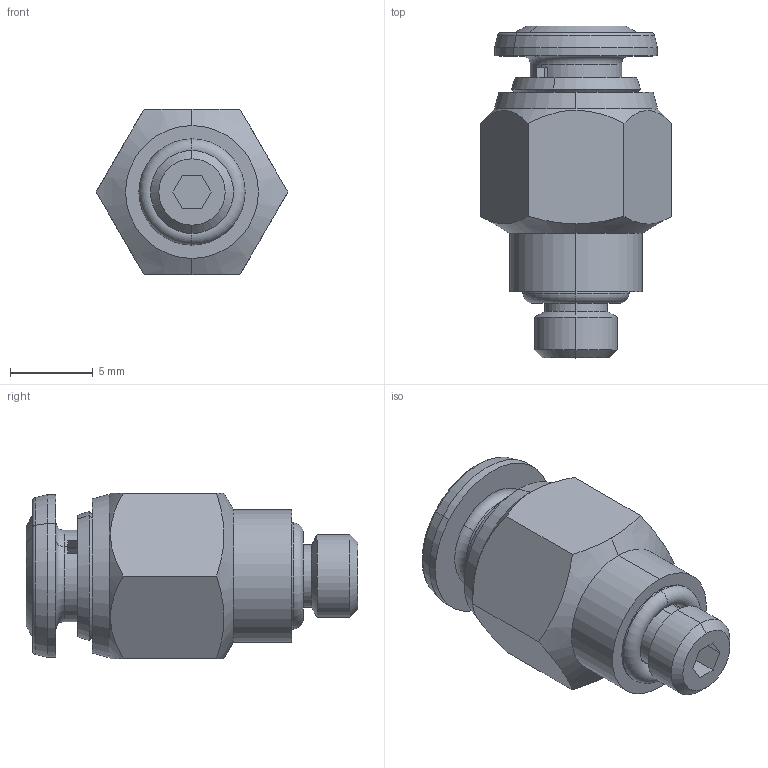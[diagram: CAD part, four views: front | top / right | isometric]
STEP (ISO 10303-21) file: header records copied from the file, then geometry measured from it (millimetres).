
FILE_DESCRIPTION (( 'STEP AP214' ), '1' );
FILE_NAME ('6002000011.step', '2012-10-16T16:31:18', ( '' ), ( '' ), 'SwSTEP 2.0', 'SolidWorks 2012', '' );
FILE_SCHEMA (( 'AUTOMOTIVE_DESIGN' ));
Length unit declared in the file: millimetre
Products named in the file (1): 6002000011
Bounding box: 11.55 x 20 x 10 mm (x, y, z)
Volume: 1073.4 mm3; surface area: 892.5 mm2
Topology: 1 solids, 1 shells, 84 faces, 192 edges, 116 vertices
Faces by surface type: plane 28, cone 26, torus 16, cylinder 14
Entity records: 3426 total; most frequent: CARTESIAN_POINT 521, DIRECTION 442, ORIENTED_EDGE 384, EDGE_CURVE 192, AXIS2_PLACEMENT_3D 181, VERTEX_POINT 116, CIRCLE 96, EDGE_LOOP 94
